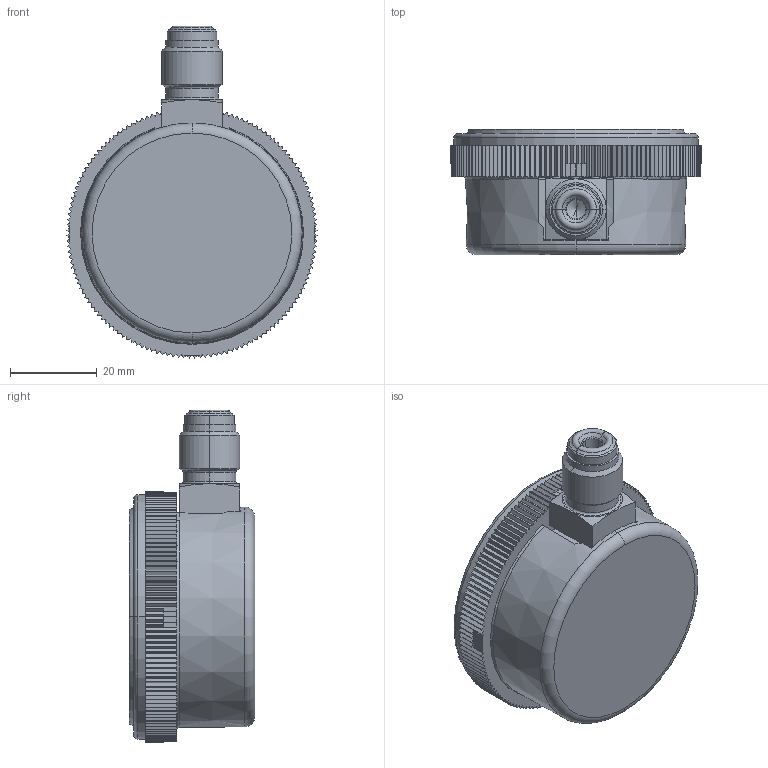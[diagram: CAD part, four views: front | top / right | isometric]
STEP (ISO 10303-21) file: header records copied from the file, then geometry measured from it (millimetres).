
FILE_DESCRIPTION((''),'2;1');
FILE_NAME('52225402______________SW0001','2014-02-04T',('Schmidc01'),(''),'PRO/ENGINEER BY PARAMETRIC TECHNOLOGY CORPORATION, 2011490','PRO/ENGINEER BY PARAMETRIC TECHNOLOGY CORPORATION, 2011490','');
FILE_SCHEMA(('CONFIG_CONTROL_DESIGN'));
Length unit declared in the file: inch
Products named in the file (1): 52225402______________SW0001
Bounding box: 57.79 x 29 x 76.69 mm (x, y, z)
Volume: 36973.7 mm3; surface area: 18659 mm2
Topology: 1 solids, 1 shells, 583 faces, 1680 edges, 1103 vertices
Faces by surface type: plane 355, cylinder 173, torus 30, cone 23, bspline 2
Entity records: 19482 total; most frequent: CARTESIAN_POINT 3804, ORIENTED_EDGE 3356, DIRECTION 3241, EDGE_CURVE 1678, VECTOR 1207, LINE 1207, VERTEX_POINT 1103, AXIS2_PLACEMENT_3D 1017
